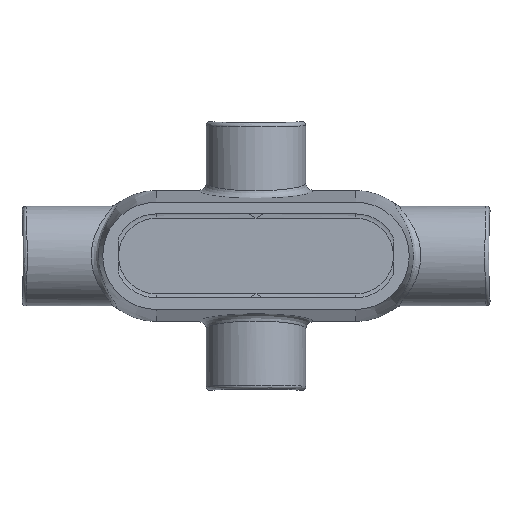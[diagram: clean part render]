
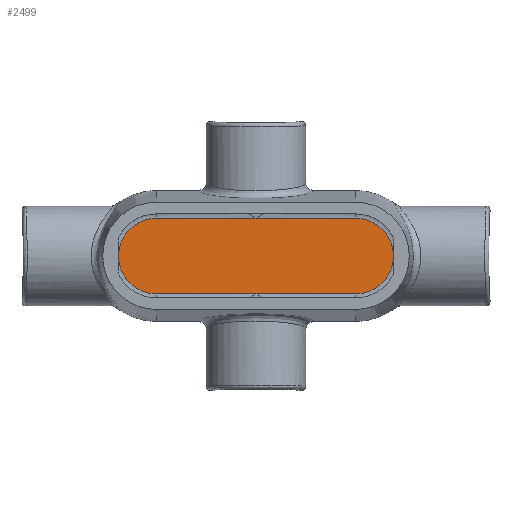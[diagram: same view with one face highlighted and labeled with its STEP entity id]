
A CAD part, top view. The second image highlights one B-rep face of the part: STEP entity #2499.
In plain terms, the highlighted planar face has unit normal (0, 0, 1).
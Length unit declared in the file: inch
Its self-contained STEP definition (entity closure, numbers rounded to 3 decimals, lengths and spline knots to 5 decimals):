
#186=PLANE('',#2703);
#251=FACE_OUTER_BOUND('',#397,.T.);
#397=EDGE_LOOP('',(#1782,#1783,#1784,#1785,#1786,#1787,#1788,#1789));
#553=LINE('',#3992,#665);
#554=LINE('',#4024,#666);
#562=LINE('',#4092,#674);
#563=LINE('',#4121,#675);
#665=VECTOR('',#3073,1.625);
#666=VECTOR('',#3076,1.625);
#674=VECTOR('',#3100,1.625);
#675=VECTOR('',#3103,1.625);
#855=CIRCLE('',#2668,0.61736);
#858=CIRCLE('',#2672,0.61736);
#863=CIRCLE('',#2697,0.61736);
#864=CIRCLE('',#2699,0.61736);
#1018=VERTEX_POINT('',#3896);
#1019=VERTEX_POINT('',#3909);
#1020=VERTEX_POINT('',#3925);
#1031=VERTEX_POINT('',#3991);
#1033=VERTEX_POINT('',#4023);
#1044=VERTEX_POINT('',#4089);
#1045=VERTEX_POINT('',#4091);
#1053=VERTEX_POINT('',#4163);
#1288=EDGE_CURVE('',#1018,#1019,#855,.F.);
#1292=EDGE_CURVE('',#1020,#1018,#858,.F.);
#1305=EDGE_CURVE('',#1019,#1031,#553,.T.);
#1309=EDGE_CURVE('',#1031,#1033,#554,.T.);
#1324=EDGE_CURVE('',#1044,#1045,#562,.T.);
#1328=EDGE_CURVE('',#1045,#1020,#563,.T.);
#1338=EDGE_CURVE('',#1053,#1044,#863,.F.);
#1340=EDGE_CURVE('',#1033,#1053,#864,.F.);
#1782=ORIENTED_EDGE('',*,*,#1288,.F.);
#1783=ORIENTED_EDGE('',*,*,#1292,.F.);
#1784=ORIENTED_EDGE('',*,*,#1328,.F.);
#1785=ORIENTED_EDGE('',*,*,#1324,.F.);
#1786=ORIENTED_EDGE('',*,*,#1338,.F.);
#1787=ORIENTED_EDGE('',*,*,#1340,.F.);
#1788=ORIENTED_EDGE('',*,*,#1309,.F.);
#1789=ORIENTED_EDGE('',*,*,#1305,.F.);
#2499=ADVANCED_FACE('',(#251),#186,.T.);
#2668=AXIS2_PLACEMENT_3D('',#3910,#3044,#3045);
#2672=AXIS2_PLACEMENT_3D('',#3927,#3052,#3053);
#2697=AXIS2_PLACEMENT_3D('',#4176,#3122,#3123);
#2699=AXIS2_PLACEMENT_3D('',#4190,#3126,#3127);
#2703=AXIS2_PLACEMENT_3D('',#4200,#3136,#3137);
#3044=DIRECTION('center_axis',(0.,0.,1.));
#3045=DIRECTION('ref_axis',(1.,0.,0.));
#3052=DIRECTION('center_axis',(0.,0.,1.));
#3053=DIRECTION('ref_axis',(1.,0.,0.));
#3073=DIRECTION('',(-1.,0.,0.));
#3076=DIRECTION('',(-1.,0.,0.));
#3100=DIRECTION('',(1.,0.,0.));
#3103=DIRECTION('',(1.,0.,0.));
#3122=DIRECTION('center_axis',(0.,0.,1.));
#3123=DIRECTION('ref_axis',(1.,0.,0.));
#3126=DIRECTION('center_axis',(0.,0.,1.));
#3127=DIRECTION('ref_axis',(1.,0.,0.));
#3136=DIRECTION('center_axis',(0.,0.,1.));
#3137=DIRECTION('ref_axis',(1.,0.,0.));
#3896=CARTESIAN_POINT('',(2.24236,0.,-0.6875));
#3909=CARTESIAN_POINT('',(1.625,-0.61736,-0.6875));
#3910=CARTESIAN_POINT('Origin',(1.625,0.,-0.6875));
#3925=CARTESIAN_POINT('',(1.625,0.61736,-0.6875));
#3927=CARTESIAN_POINT('Origin',(1.625,0.,-0.6875));
#3991=CARTESIAN_POINT('',(0.,-0.61736,-0.6875));
#3992=CARTESIAN_POINT('',(1.625,-0.61736,-0.6875));
#4023=CARTESIAN_POINT('',(-1.625,-0.61736,-0.6875));
#4024=CARTESIAN_POINT('',(0.,-0.61736,-0.6875));
#4089=CARTESIAN_POINT('',(-1.625,0.61736,-0.6875));
#4091=CARTESIAN_POINT('',(0.,0.61736,-0.6875));
#4092=CARTESIAN_POINT('',(-1.625,0.61736,-0.6875));
#4121=CARTESIAN_POINT('',(0.,0.61736,-0.6875));
#4163=CARTESIAN_POINT('',(-2.24236,0.,-0.6875));
#4176=CARTESIAN_POINT('Origin',(-1.625,0.,-0.6875));
#4190=CARTESIAN_POINT('Origin',(-1.625,0.,-0.6875));
#4200=CARTESIAN_POINT('Origin',(1.625,0.,-0.6875));
